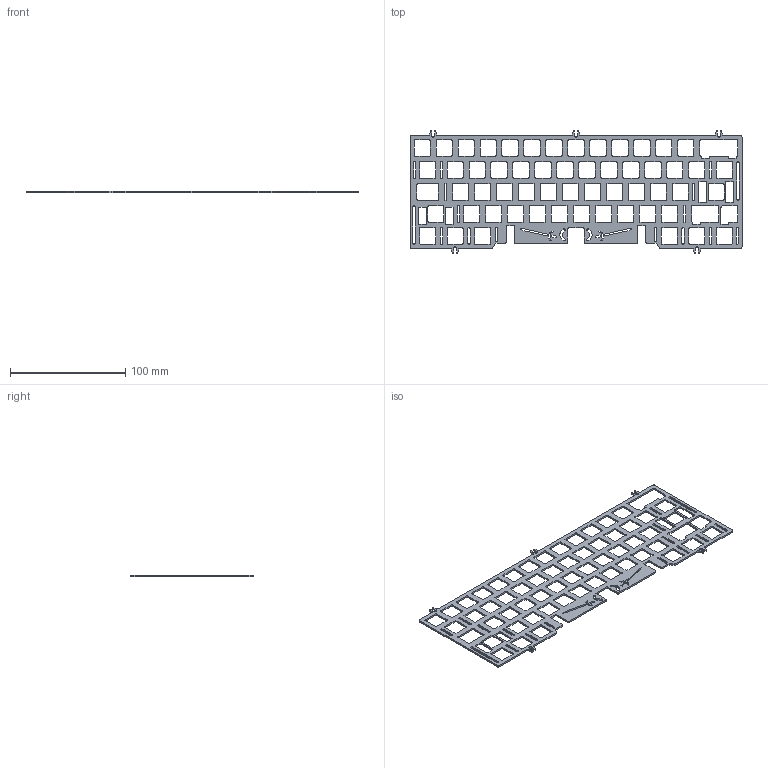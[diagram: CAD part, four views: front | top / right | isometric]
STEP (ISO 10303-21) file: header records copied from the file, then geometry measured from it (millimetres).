
FILE_DESCRIPTION(/* description */ (''),/* implementation_level */ '2;1');
FILE_NAME(/* name */ 'plate.step',/* time_stamp */ '2023-02-22T03:35:57+09:00',/* author */ (''),/* organization */ (''),/* preprocessor_version */ 'ST-DEVELOPER v19.2',/* originating_system */ 'Autodesk Translation Framework v11.17.0.187',/* authorisation */ '');
FILE_SCHEMA (('AUTOMOTIVE_DESIGN { 1 0 10303 214 3 1 1 }'));
Length unit declared in the file: millimetre
Products named in the file (1): plate
Bounding box: 287.75 x 107.36 x 1.5 mm (x, y, z)
Volume: 20477 mm3; surface area: 35267.5 mm2
Topology: 1 solids, 1 shells, 850 faces, 2544 edges, 1696 vertices
Faces by surface type: plane 423, cylinder 405, bspline 22
Entity records: 29774 total; most frequent: CARTESIAN_POINT 5881, ORIENTED_EDGE 5088, DIRECTION 4944, EDGE_CURVE 2544, VERTEX_POINT 1696, LINE 1666, VECTOR 1666, AXIS2_PLACEMENT_3D 1639
